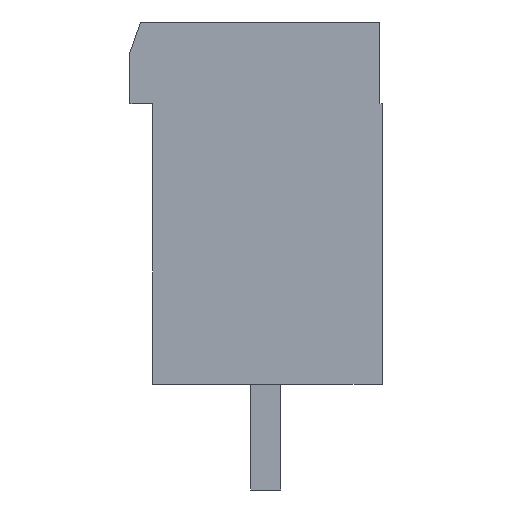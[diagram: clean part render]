
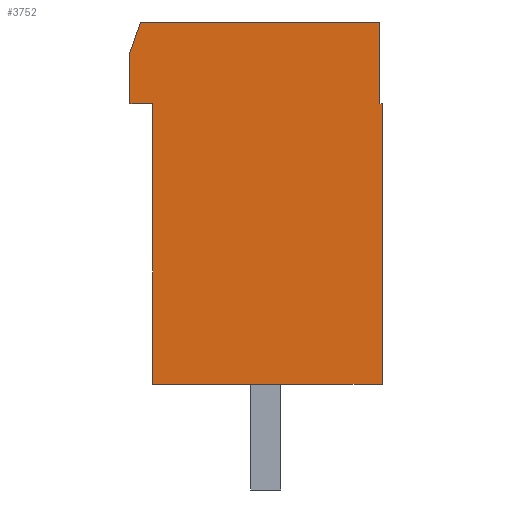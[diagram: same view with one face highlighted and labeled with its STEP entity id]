
A CAD part, left-side view. The second image highlights one B-rep face of the part: STEP entity #3752.
In plain terms, the highlighted planar face has unit normal (-1, 0, 0).
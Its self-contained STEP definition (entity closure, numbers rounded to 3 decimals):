
#134=DIRECTION('',(0.,1.,0.));
#135=VECTOR('',#134,0.75);
#136=CARTESIAN_POINT('',(-30.08,3.45,-2.7));
#137=LINE('',#136,#135);
#138=DIRECTION('',(0.,0.,1.));
#139=VECTOR('',#138,1.7);
#140=CARTESIAN_POINT('',(-30.08,4.2,-2.7));
#141=LINE('',#140,#139);
#142=DIRECTION('',(0.,-0.33,0.944));
#143=VECTOR('',#142,1.059);
#144=CARTESIAN_POINT('',(-30.08,4.2,-1.));
#145=LINE('',#144,#143);
#146=DIRECTION('',(0.,-1.,0.));
#147=VECTOR('',#146,7.93);
#148=CARTESIAN_POINT('',(-30.08,3.85,0.));
#149=LINE('',#148,#147);
#150=DIRECTION('',(0.,0.,-1.));
#151=VECTOR('',#150,2.7);
#152=CARTESIAN_POINT('',(-30.08,-4.08,0.));
#153=LINE('',#152,#151);
#154=DIRECTION('',(0.,-1.,0.));
#155=VECTOR('',#154,0.07);
#156=CARTESIAN_POINT('',(-30.08,-4.08,-2.7));
#157=LINE('',#156,#155);
#158=DIRECTION('',(0.,0.,-1.));
#159=VECTOR('',#158,9.3);
#160=CARTESIAN_POINT('',(-30.08,-4.15,-2.7));
#161=LINE('',#160,#159);
#162=DIRECTION('',(0.,1.,0.));
#163=VECTOR('',#162,7.6);
#164=CARTESIAN_POINT('',(-30.08,-4.15,-12.));
#165=LINE('',#164,#163);
#166=DIRECTION('',(0.,0.,1.));
#167=VECTOR('',#166,9.3);
#168=CARTESIAN_POINT('',(-30.08,3.45,-12.));
#169=LINE('',#168,#167);
#2899=CARTESIAN_POINT('',(-30.08,3.45,-2.7));
#2900=CARTESIAN_POINT('',(-30.08,4.2,-2.7));
#2901=VERTEX_POINT('',#2899);
#2902=VERTEX_POINT('',#2900);
#2903=CARTESIAN_POINT('',(-30.08,4.2,-1.));
#2904=VERTEX_POINT('',#2903);
#2905=CARTESIAN_POINT('',(-30.08,3.85,0.));
#2906=VERTEX_POINT('',#2905);
#2907=CARTESIAN_POINT('',(-30.08,-4.08,0.));
#2908=VERTEX_POINT('',#2907);
#2909=CARTESIAN_POINT('',(-30.08,-4.08,-2.7));
#2910=VERTEX_POINT('',#2909);
#2911=CARTESIAN_POINT('',(-30.08,-4.15,-2.7));
#2912=VERTEX_POINT('',#2911);
#2913=CARTESIAN_POINT('',(-30.08,-4.15,-12.));
#2914=VERTEX_POINT('',#2913);
#2915=CARTESIAN_POINT('',(-30.08,3.45,-12.));
#2916=VERTEX_POINT('',#2915);
#3727=CARTESIAN_POINT('',(-30.08,0.,0.));
#3728=DIRECTION('',(1.,0.,0.));
#3729=DIRECTION('',(0.,0.,-1.));
#3730=AXIS2_PLACEMENT_3D('',#3727,#3728,#3729);
#3731=PLANE('',#3730);
#3733=ORIENTED_EDGE('',*,*,#3732,.T.);
#3735=ORIENTED_EDGE('',*,*,#3734,.T.);
#3737=ORIENTED_EDGE('',*,*,#3736,.T.);
#3739=ORIENTED_EDGE('',*,*,#3738,.T.);
#3741=ORIENTED_EDGE('',*,*,#3740,.T.);
#3743=ORIENTED_EDGE('',*,*,#3742,.T.);
#3745=ORIENTED_EDGE('',*,*,#3744,.T.);
#3747=ORIENTED_EDGE('',*,*,#3746,.T.);
#3749=ORIENTED_EDGE('',*,*,#3748,.T.);
#3750=EDGE_LOOP('',(#3733,#3735,#3737,#3739,#3741,#3743,#3745,#3747,#3749));
#3751=FACE_OUTER_BOUND('',#3750,.F.);
#3732=EDGE_CURVE('',#2901,#2902,#137,.T.);
#3734=EDGE_CURVE('',#2902,#2904,#141,.T.);
#3736=EDGE_CURVE('',#2904,#2906,#145,.T.);
#3738=EDGE_CURVE('',#2906,#2908,#149,.T.);
#3740=EDGE_CURVE('',#2908,#2910,#153,.T.);
#3742=EDGE_CURVE('',#2910,#2912,#157,.T.);
#3744=EDGE_CURVE('',#2912,#2914,#161,.T.);
#3746=EDGE_CURVE('',#2914,#2916,#165,.T.);
#3748=EDGE_CURVE('',#2916,#2901,#169,.T.);
#3752=ADVANCED_FACE('',(#3751),#3731,.F.);
